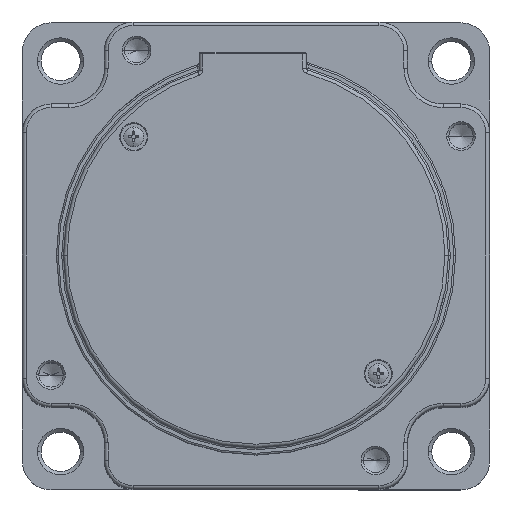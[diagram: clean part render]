
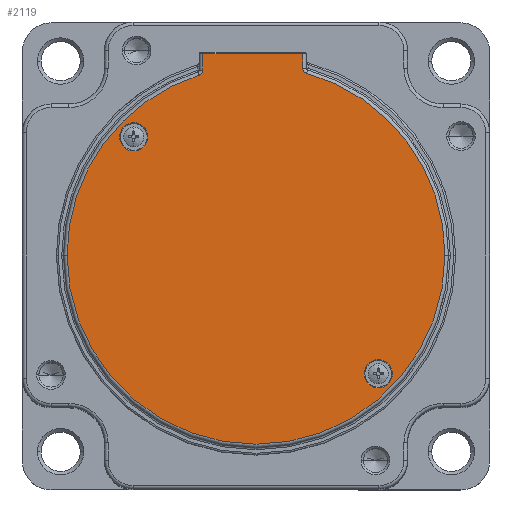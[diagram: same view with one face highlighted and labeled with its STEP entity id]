
A CAD part, top view. The second image highlights one B-rep face of the part: STEP entity #2119.
In plain terms, the highlighted face is planar.
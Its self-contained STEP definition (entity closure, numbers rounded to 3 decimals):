
#172 = DIRECTION ( 'NONE',  ( 0., 0., 1. ) ) ;
#230 = DIRECTION ( 'NONE',  ( 0., 0., 1. ) ) ;
#932 = CARTESIAN_POINT ( 'NONE',  ( -34.291, -33.23, 0. ) ) ;
#1010 = CIRCLE ( 'NONE', #2237, 1.5 ) ;
#1032 = PLANE ( 'NONE',  #16428 ) ;
#1249 = DIRECTION ( 'NONE',  ( 0., -1., 0. ) ) ;
#1320 = VERTEX_POINT ( 'NONE', #4746 ) ;
#1628 = ORIENTED_EDGE ( 'NONE', *, *, #3594, .T. ) ;
#1749 = DIRECTION ( 'NONE',  ( 1., 0., 0. ) ) ;
#1916 = CIRCLE ( 'NONE', #4387, 3.95 ) ;
#2054 = ORIENTED_EDGE ( 'NONE', *, *, #17787, .T. ) ;
#2119 = ADVANCED_FACE ( 'NONE', ( #4288, #2745, #12988 ), #1032, .F. ) ;
#2143 = ORIENTED_EDGE ( 'NONE', *, *, #6701, .T. ) ;
#2237 = AXIS2_PLACEMENT_3D ( 'NONE', #10352, #16265, #13925 ) ;
#2529 = EDGE_CURVE ( 'NONE', #14031, #1320, #7792, .T. ) ;
#2699 = VERTEX_POINT ( 'NONE', #11757 ) ;
#2733 = DIRECTION ( 'NONE',  ( 1., 0., 0. ) ) ;
#2745 = FACE_BOUND ( 'NONE', #15787, .T. ) ;
#2797 = VECTOR ( 'NONE', #1249, 1000. ) ;
#2879 = VERTEX_POINT ( 'NONE', #6153 ) ;
#3205 = VERTEX_POINT ( 'NONE', #18120 ) ;
#3240 = VERTEX_POINT ( 'NONE', #17928 ) ;
#3516 = CARTESIAN_POINT ( 'NONE',  ( -14.202, 51.062, 0. ) ) ;
#3594 = EDGE_CURVE ( 'NONE', #2879, #5534, #1010, .T. ) ;
#3735 = ORIENTED_EDGE ( 'NONE', *, *, #2529, .T. ) ;
#3940 = CIRCLE ( 'NONE', #11043, 53. ) ;
#3972 = AXIS2_PLACEMENT_3D ( 'NONE', #932, #13002, #6816 ) ;
#4288 = FACE_BOUND ( 'NONE', #9317, .T. ) ;
#4291 = ORIENTED_EDGE ( 'NONE', *, *, #12467, .T. ) ;
#4387 = AXIS2_PLACEMENT_3D ( 'NONE', #4549, #230, #1749 ) ;
#4549 = CARTESIAN_POINT ( 'NONE',  ( -34.291, -33.23, 0. ) ) ;
#4735 = CARTESIAN_POINT ( 'NONE',  ( -13.104, 0., 0. ) ) ;
#4746 = CARTESIAN_POINT ( 'NONE',  ( -13.104, 52.507, 0. ) ) ;
#5200 = EDGE_CURVE ( 'NONE', #5534, #14504, #3940, .T. ) ;
#5236 = VERTEX_POINT ( 'NONE', #17538 ) ;
#5358 = DIRECTION ( 'NONE',  ( 0., 0., -1. ) ) ;
#5534 = VERTEX_POINT ( 'NONE', #14974 ) ;
#5738 = DIRECTION ( 'NONE',  ( 0., 0., -1. ) ) ;
#5812 = CIRCLE ( 'NONE', #12270, 3.95 ) ;
#6048 = DIRECTION ( 'NONE',  ( 1., 0., 0. ) ) ;
#6101 = ORIENTED_EDGE ( 'NONE', *, *, #11749, .T. ) ;
#6153 = CARTESIAN_POINT ( 'NONE',  ( 14.896, 51.975, 0. ) ) ;
#6701 = EDGE_CURVE ( 'NONE', #8496, #3205, #8898, .T. ) ;
#6756 = DIRECTION ( 'NONE',  ( 1., 0., 0. ) ) ;
#6791 = EDGE_CURVE ( 'NONE', #14134, #9495, #17904, .T. ) ;
#6816 = DIRECTION ( 'NONE',  ( 1., 0., 0. ) ) ;
#6986 = VECTOR ( 'NONE', #6756, 1000. ) ;
#7041 = LINE ( 'NONE', #14110, #2797 ) ;
#7084 = DIRECTION ( 'NONE',  ( 1., 0., 0. ) ) ;
#7194 = DIRECTION ( 'NONE',  ( 0., 0., -1. ) ) ;
#7209 = EDGE_CURVE ( 'NONE', #5236, #14031, #17316, .T. ) ;
#7792 = CIRCLE ( 'NONE', #14285, 1.5 ) ;
#8072 = CARTESIAN_POINT ( 'NONE',  ( 34.291, 33.23, 0. ) ) ;
#8134 = LINE ( 'NONE', #14117, #6986 ) ;
#8288 = ORIENTED_EDGE ( 'NONE', *, *, #12927, .T. ) ;
#8496 = VERTEX_POINT ( 'NONE', #12069 ) ;
#8779 = AXIS2_PLACEMENT_3D ( 'NONE', #14532, #7194, #13364 ) ;
#8898 = CIRCLE ( 'NONE', #3972, 3.95 ) ;
#9269 = DIRECTION ( 'NONE',  ( 0., 1., 0. ) ) ;
#9317 = EDGE_LOOP ( 'NONE', ( #15850, #2143 ) ) ;
#9495 = VERTEX_POINT ( 'NONE', #19096 ) ;
#10089 = DIRECTION ( 'NONE',  ( 1., 0., 0. ) ) ;
#10184 = AXIS2_PLACEMENT_3D ( 'NONE', #16370, #5738, #2733 ) ;
#10190 = CARTESIAN_POINT ( 'NONE',  ( 34.291, 33.23, 0. ) ) ;
#10352 = CARTESIAN_POINT ( 'NONE',  ( 16.396, 51.975, 0. ) ) ;
#10574 = EDGE_CURVE ( 'NONE', #9495, #14134, #5812, .T. ) ;
#11043 = AXIS2_PLACEMENT_3D ( 'NONE', #14152, #5358, #11248 ) ;
#11248 = DIRECTION ( 'NONE',  ( 1., 0., 0. ) ) ;
#11392 = ORIENTED_EDGE ( 'NONE', *, *, #10574, .T. ) ;
#11553 = DIRECTION ( 'NONE',  ( 0., 0., 1. ) ) ;
#11749 = EDGE_CURVE ( 'NONE', #14504, #5236, #17136, .T. ) ;
#11757 = CARTESIAN_POINT ( 'NONE',  ( -13.104, 56.5, 0. ) ) ;
#12069 = CARTESIAN_POINT ( 'NONE',  ( -38.241, -33.23, 0. ) ) ;
#12270 = AXIS2_PLACEMENT_3D ( 'NONE', #8072, #13972, #7084 ) ;
#12467 = EDGE_CURVE ( 'NONE', #2699, #3240, #8134, .T. ) ;
#12491 = CARTESIAN_POINT ( 'NONE',  ( 30.341, 33.23, 0. ) ) ;
#12892 = CARTESIAN_POINT ( 'NONE',  ( 0., 0., 0. ) ) ;
#12927 = EDGE_CURVE ( 'NONE', #3240, #2879, #7041, .T. ) ;
#12988 = FACE_OUTER_BOUND ( 'NONE', #18339, .T. ) ;
#13002 = DIRECTION ( 'NONE',  ( 0., 0., 1. ) ) ;
#13364 = DIRECTION ( 'NONE',  ( 1., 0., 0. ) ) ;
#13925 = DIRECTION ( 'NONE',  ( 1., 0., 0. ) ) ;
#13972 = DIRECTION ( 'NONE',  ( 0., 0., 1. ) ) ;
#14031 = VERTEX_POINT ( 'NONE', #3516 ) ;
#14110 = CARTESIAN_POINT ( 'NONE',  ( 14.896, 0., 0. ) ) ;
#14117 = CARTESIAN_POINT ( 'NONE',  ( 14.896, 56.5, 0. ) ) ;
#14134 = VERTEX_POINT ( 'NONE', #12491 ) ;
#14152 = CARTESIAN_POINT ( 'NONE',  ( 0., 0., 0. ) ) ;
#14285 = AXIS2_PLACEMENT_3D ( 'NONE', #18454, #17207, #15831 ) ;
#14504 = VERTEX_POINT ( 'NONE', #16318 ) ;
#14532 = CARTESIAN_POINT ( 'NONE',  ( 0., 0., 0. ) ) ;
#14974 = CARTESIAN_POINT ( 'NONE',  ( 15.944, 50.545, 0. ) ) ;
#15355 = EDGE_CURVE ( 'NONE', #3205, #8496, #1916, .T. ) ;
#15745 = AXIS2_PLACEMENT_3D ( 'NONE', #10190, #172, #6048 ) ;
#15787 = EDGE_LOOP ( 'NONE', ( #11392, #15907 ) ) ;
#15831 = DIRECTION ( 'NONE',  ( 1., 0., 0. ) ) ;
#15850 = ORIENTED_EDGE ( 'NONE', *, *, #15355, .T. ) ;
#15907 = ORIENTED_EDGE ( 'NONE', *, *, #6791, .T. ) ;
#16265 = DIRECTION ( 'NONE',  ( 0., 0., 1. ) ) ;
#16318 = CARTESIAN_POINT ( 'NONE',  ( 53., 0., 0. ) ) ;
#16370 = CARTESIAN_POINT ( 'NONE',  ( 0., 0., 0. ) ) ;
#16428 = AXIS2_PLACEMENT_3D ( 'NONE', #12892, #11553, #10089 ) ;
#16836 = VECTOR ( 'NONE', #9269, 1000. ) ;
#17136 = CIRCLE ( 'NONE', #8779, 53. ) ;
#17207 = DIRECTION ( 'NONE',  ( 0., 0., 1. ) ) ;
#17316 = CIRCLE ( 'NONE', #10184, 53. ) ;
#17538 = CARTESIAN_POINT ( 'NONE',  ( -53., 0., 0. ) ) ;
#17787 = EDGE_CURVE ( 'NONE', #1320, #2699, #18278, .T. ) ;
#17904 = CIRCLE ( 'NONE', #15745, 3.95 ) ;
#17928 = CARTESIAN_POINT ( 'NONE',  ( 14.896, 56.5, 0. ) ) ;
#18120 = CARTESIAN_POINT ( 'NONE',  ( -30.341, -33.23, 0. ) ) ;
#18278 = LINE ( 'NONE', #4735, #16836 ) ;
#18339 = EDGE_LOOP ( 'NONE', ( #2054, #4291, #8288, #1628, #19049, #6101, #18419, #3735 ) ) ;
#18419 = ORIENTED_EDGE ( 'NONE', *, *, #7209, .T. ) ;
#18454 = CARTESIAN_POINT ( 'NONE',  ( -14.604, 52.507, 0. ) ) ;
#19049 = ORIENTED_EDGE ( 'NONE', *, *, #5200, .T. ) ;
#19096 = CARTESIAN_POINT ( 'NONE',  ( 38.241, 33.23, 0. ) ) ;
